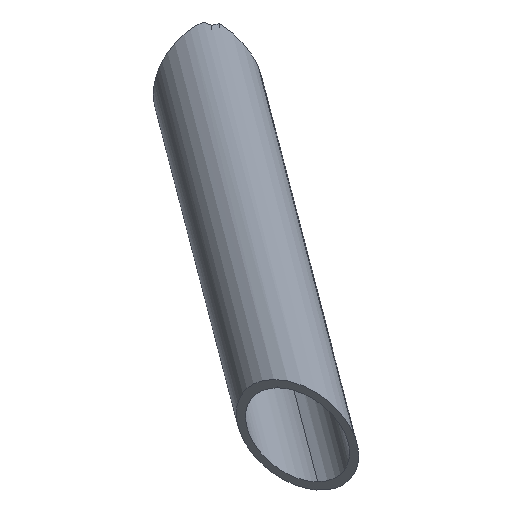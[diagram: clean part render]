
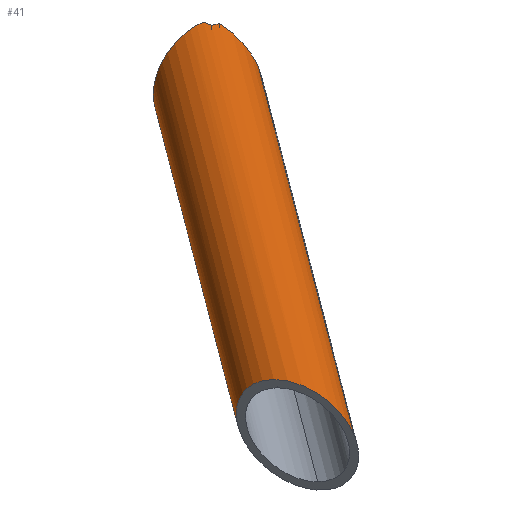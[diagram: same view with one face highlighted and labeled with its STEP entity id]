
A CAD part, top view. The second image highlights one B-rep face of the part: STEP entity #41.
In plain terms, the highlighted cylindrical face has radius 10 mm (diameter 20 mm), a partial arc.
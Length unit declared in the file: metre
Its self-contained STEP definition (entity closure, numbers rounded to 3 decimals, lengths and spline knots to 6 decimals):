
#41=ADVANCED_FACE('',(#82),#83,.T.);
#82=FACE_OUTER_BOUND('',#121,.T.);
#83=CYLINDRICAL_SURFACE('',#122,0.01);
#121=EDGE_LOOP('',(#179,#180,#181,#182,#183,#184,#185,#186,#187,#188));
#122=AXIS2_PLACEMENT_3D('',#189,#190,#191);
#179=ORIENTED_EDGE('',*,*,#279,.F.);
#180=ORIENTED_EDGE('',*,*,#269,.F.);
#181=ORIENTED_EDGE('',*,*,#280,.T.);
#182=ORIENTED_EDGE('',*,*,#261,.F.);
#183=ORIENTED_EDGE('',*,*,#260,.T.);
#184=ORIENTED_EDGE('',*,*,#259,.T.);
#185=ORIENTED_EDGE('',*,*,#258,.F.);
#186=ORIENTED_EDGE('',*,*,#281,.F.);
#187=ORIENTED_EDGE('',*,*,#282,.F.);
#188=ORIENTED_EDGE('',*,*,#283,.T.);
#189=CARTESIAN_POINT('',(-1.642375,-0.272582,0.109308));
#190=DIRECTION('',(0.1,-0.385,0.918));
#191=DIRECTION('',(0.918,0.392,0.065));
#258=EDGE_CURVE('',#305,#307,#308,.T.);
#259=EDGE_CURVE('0:123',#309,#307,#310,.T.);
#260=EDGE_CURVE('0:120',#311,#309,#312,.T.);
#261=EDGE_CURVE('0:129',#311,#313,#314,.T.);
#269=EDGE_CURVE('0:93',#326,#328,#329,.T.);
#279=EDGE_CURVE('',#328,#343,#344,.T.);
#280=EDGE_CURVE('0:117',#326,#313,#345,.T.);
#281=EDGE_CURVE('',#346,#305,#347,.T.);
#282=EDGE_CURVE('0:69',#348,#346,#349,.T.);
#283=EDGE_CURVE('0:66',#348,#343,#350,.T.);
#305=VERTEX_POINT('',#378);
#307=VERTEX_POINT('',#380);
#308=ELLIPSE('',#381,0.013486,0.01);
#309=VERTEX_POINT('',#382);
#310=ELLIPSE('',#383,0.013486,0.01);
#311=VERTEX_POINT('',#384);
#312=ELLIPSE('',#385,0.013486,0.01);
#313=VERTEX_POINT('',#386);
#314=B_SPLINE_CURVE_WITH_KNOTS('',5,(#387,#388,#389,#390,#391,#392),.UNSPECIFIED.,.F.,.F.,(6,6),(0.0,2.892479),.UNSPECIFIED.);
#326=VERTEX_POINT('',#534);
#328=VERTEX_POINT('',#536);
#329=ELLIPSE('',#537,0.014167,0.01);
#343=VERTEX_POINT('',#601);
#344=LINE('',#602,#603);
#345=B_SPLINE_CURVE_WITH_KNOTS('',5,(#604,#605,#606,#607,#608,#609),.UNSPECIFIED.,.F.,.F.,(6,6),(0.0,3.057923),.UNSPECIFIED.);
#346=VERTEX_POINT('',#610);
#347=LINE('',#611,#612);
#348=VERTEX_POINT('',#613);
#349=ELLIPSE('',#614,0.014905,0.01);
#350=ELLIPSE('',#615,0.014905,0.01);
#378=CARTESIAN_POINT('',(-1.664345,-0.227136,-0.009113));
#380=CARTESIAN_POINT('',(-1.664345,-0.220006,-0.006125));
#381=AXIS2_PLACEMENT_3D('',#729,#730,#731);
#382=CARTESIAN_POINT('',(-1.659498,-0.212995,-0.008994));
#383=AXIS2_PLACEMENT_3D('',#732,#733,#734);
#384=CARTESIAN_POINT('',(-1.656,-0.210784,-0.012259));
#385=AXIS2_PLACEMENT_3D('',#735,#736,#737);
#386=CARTESIAN_POINT('',(-1.654487,-0.2114,-0.011033));
#387=CARTESIAN_POINT('',(-1.656,-0.210784,-0.012259));
#388=CARTESIAN_POINT('',(-1.655699,-0.210889,-0.012008));
#389=CARTESIAN_POINT('',(-1.655386,-0.211007,-0.01175));
#390=CARTESIAN_POINT('',(-1.65509,-0.211128,-0.01151));
#391=CARTESIAN_POINT('',(-1.654788,-0.21126,-0.011269));
#392=CARTESIAN_POINT('',(-1.654487,-0.2114,-0.011033));
#534=CARTESIAN_POINT('',(-1.653156,-0.211058,-0.012683));
#536=CARTESIAN_POINT('',(-1.64605,-0.219071,-0.008356));
#537=AXIS2_PLACEMENT_3D('',#745,#746,#747);
#601=CARTESIAN_POINT('',(-1.628807,-0.285604,0.150376));
#602=CARTESIAN_POINT('',(-1.633198,-0.268662,0.109955));
#603=VECTOR('',#759,1.0);
#604=CARTESIAN_POINT('',(-1.653156,-0.211058,-0.012683));
#605=CARTESIAN_POINT('',(-1.653418,-0.211106,-0.012342));
#606=CARTESIAN_POINT('',(-1.653679,-0.211164,-0.01201));
#607=CARTESIAN_POINT('',(-1.653941,-0.211231,-0.011685));
#608=CARTESIAN_POINT('',(-1.654214,-0.21131,-0.011354));
#609=CARTESIAN_POINT('',(-1.654487,-0.2114,-0.011033));
#610=CARTESIAN_POINT('',(-1.649193,-0.285604,0.130375));
#611=CARTESIAN_POINT('',(-1.651551,-0.276503,0.108662));
#612=VECTOR('',#760,1.0);
#613=CARTESIAN_POINT('',(-1.643272,-0.275604,0.140375));
#614=AXIS2_PLACEMENT_3D('',#761,#762,#763);
#615=AXIS2_PLACEMENT_3D('',#764,#765,#766);
#729=CARTESIAN_POINT('',(-1.656,-0.220006,-0.016125));
#730=DIRECTION('',(-0.742,0.259,-0.619));
#731=DIRECTION('',(0.671,0.287,-0.684));
#732=CARTESIAN_POINT('',(-1.656,-0.220006,-0.016125));
#733=DIRECTION('',(0.742,-0.259,0.619));
#734=DIRECTION('',(0.671,0.287,-0.684));
#735=CARTESIAN_POINT('',(-1.656,-0.220006,-0.016125));
#736=DIRECTION('',(0.742,-0.259,0.619));
#737=DIRECTION('',(0.671,0.287,-0.684));
#745=CARTESIAN_POINT('',(-1.656,-0.220006,-0.016125));
#746=DIRECTION('',(0.605,0.111,-0.788));
#747=DIRECTION('',(0.744,-0.432,0.51));
#759=DIRECTION('',(0.1,-0.385,0.918));
#760=DIRECTION('',(-0.1,0.385,-0.918));
#761=CARTESIAN_POINT('',(-1.639,-0.285604,0.140375));
#762=DIRECTION('',(-0.671,-0.287,0.684));
#763=DIRECTION('',(0.742,-0.259,0.619));
#764=CARTESIAN_POINT('',(-1.639,-0.285604,0.140375));
#765=DIRECTION('',(0.671,0.287,-0.684));
#766=DIRECTION('',(0.742,-0.259,0.619));
